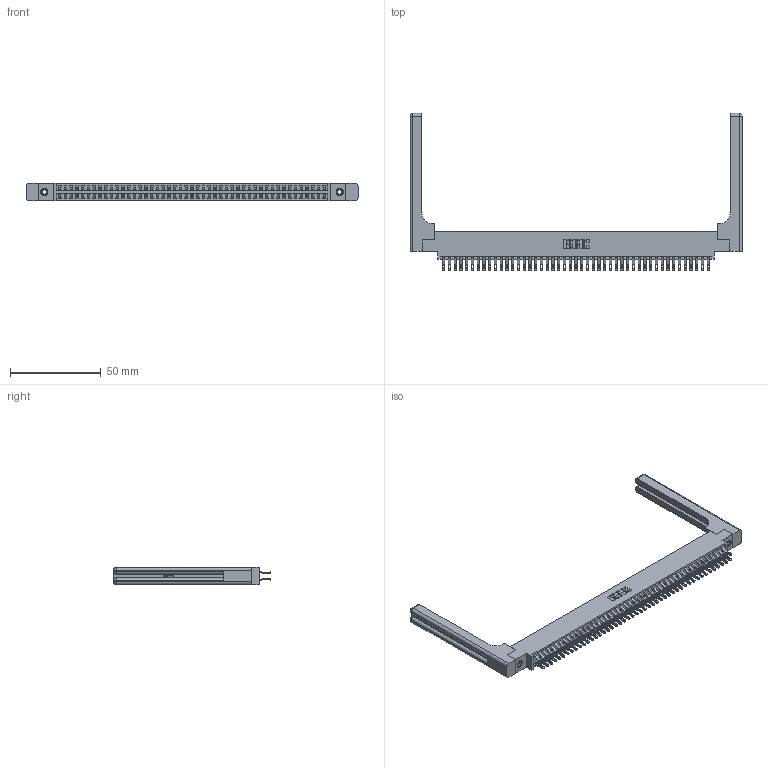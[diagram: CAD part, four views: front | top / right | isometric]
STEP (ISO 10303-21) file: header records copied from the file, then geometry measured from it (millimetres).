
FILE_DESCRIPTION (( 'STEP AP203' ), '1' );
FILE_NAME ('346-094-555-858.STEP', '2022-05-26T14:57:40', ( '' ), ( '' ), 'SwSTEP 2.0', 'SolidWorks 2020', '' );
FILE_SCHEMA (( 'CONFIG_CONTROL_DESIGN' ));
Length unit declared in the file: inch
Products named in the file (5): 346-094-555-858; 345-250-001_345-250-001-102; 345-292-001_555 Tail; 346 Part_0.170 Offset - 0.156 Dia-TH; 346-220-058_345-220-058
Assembly tree (99 placements, depth 2):
  346-094-555-858
    346 Part_0.170 Offset - 0.156 Dia-TH
    345-292-001_555 Tail  x94
    345-250-001_345-250-001-102  x2
    346-220-058_345-220-058  x2
Bounding box: 183.29 x 86.74 x 9.4 mm (x, y, z)
Volume: 25505.7 mm3; surface area: 30995.4 mm2
Topology: 99 solids, 99 shells, 5848 faces, 18245 edges, 12142 vertices
Faces by surface type: plane 3344, cylinder 2444, bspline 36, cone 12, sphere 8, torus 4
Entity records: 36056 total; most frequent: CARTESIAN_POINT 6985, ORIENTED_EDGE 5684, DIRECTION 5106, EDGE_CURVE 2842, VECTOR 2410, LINE 2410, VERTEX_POINT 1886, AXIS2_PLACEMENT_3D 1348
